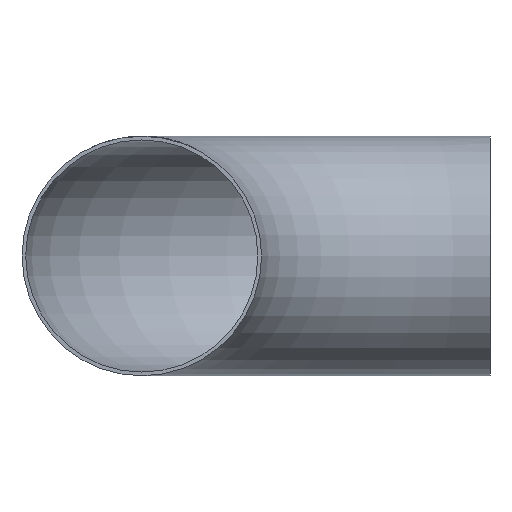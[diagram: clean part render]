
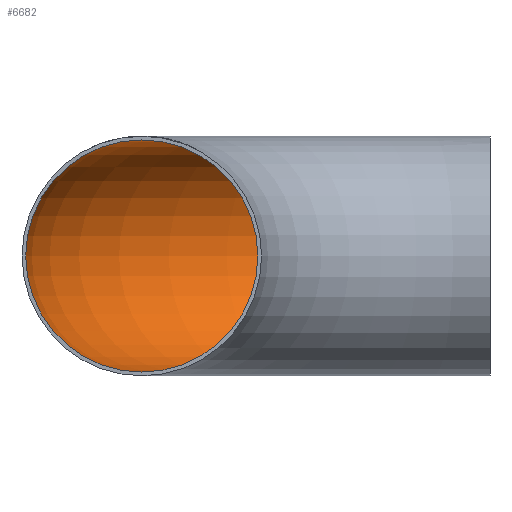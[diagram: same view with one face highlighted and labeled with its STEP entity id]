
A CAD part, front view. The second image highlights one B-rep face of the part: STEP entity #6682.
In plain terms, the highlighted toroidal (fillet/blend) face has major radius 187.5 mm and minor radius 62.5 mm.
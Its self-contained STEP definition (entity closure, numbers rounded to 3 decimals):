
#527 = EDGE_CURVE ( 'NONE', #793, #793, #1977, .T. ) ;
#793 = VERTEX_POINT ( 'NONE', #6383 ) ;
#873 = DIRECTION ( 'NONE',  ( 0., 1., 0. ) ) ;
#943 = EDGE_LOOP ( 'NONE', ( #1699 ) ) ;
#1699 = ORIENTED_EDGE ( 'NONE', *, *, #7424, .F. ) ;
#1977 = CIRCLE ( 'NONE', #4274, 62.5 ) ;
#2051 = ORIENTED_EDGE ( 'NONE', *, *, #527, .T. ) ;
#2257 = DIRECTION ( 'NONE',  ( 0., 1., 0. ) ) ;
#2740 = CARTESIAN_POINT ( 'NONE',  ( -187.5, 0., 0. ) ) ;
#2965 = AXIS2_PLACEMENT_3D ( 'NONE', #2740, #873, #5733 ) ;
#2982 = DIRECTION ( 'NONE',  ( 0., 0., -1. ) ) ;
#3457 = FACE_OUTER_BOUND ( 'NONE', #3990, .T. ) ;
#3467 = CARTESIAN_POINT ( 'NONE',  ( -187.5, 0., 62.5 ) ) ;
#3661 = FACE_OUTER_BOUND ( 'NONE', #943, .T. ) ;
#3972 = DIRECTION ( 'NONE',  ( 1., 0., 0. ) ) ;
#3990 = EDGE_LOOP ( 'NONE', ( #2051 ) ) ;
#4274 = AXIS2_PLACEMENT_3D ( 'NONE', #4596, #3972, #2257 ) ;
#4596 = CARTESIAN_POINT ( 'NONE',  ( 0., 187.5, 0. ) ) ;
#5185 = VERTEX_POINT ( 'NONE', #3467 ) ;
#5371 = CARTESIAN_POINT ( 'NONE',  ( 0., 0., 0. ) ) ;
#5733 = DIRECTION ( 'NONE',  ( 0., 0., 1. ) ) ;
#5947 = DIRECTION ( 'NONE',  ( -1., 0., 0. ) ) ;
#6383 = CARTESIAN_POINT ( 'NONE',  ( 0., 250., 0. ) ) ;
#6637 = TOROIDAL_SURFACE ( 'NONE', #7592, 187.5, 62.5 ) ;
#6682 = ADVANCED_FACE ( 'NONE', ( #3457, #3661 ), #6637, .F. ) ;
#7278 = CIRCLE ( 'NONE', #2965, 62.5 ) ;
#7424 = EDGE_CURVE ( 'NONE', #5185, #5185, #7278, .T. ) ;
#7592 = AXIS2_PLACEMENT_3D ( 'NONE', #5371, #2982, #5947 ) ;
